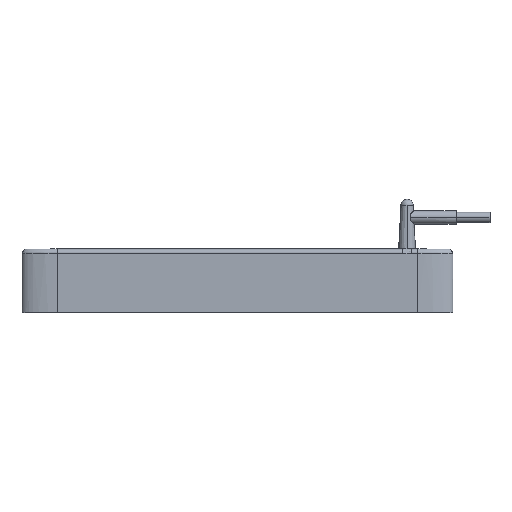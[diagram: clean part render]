
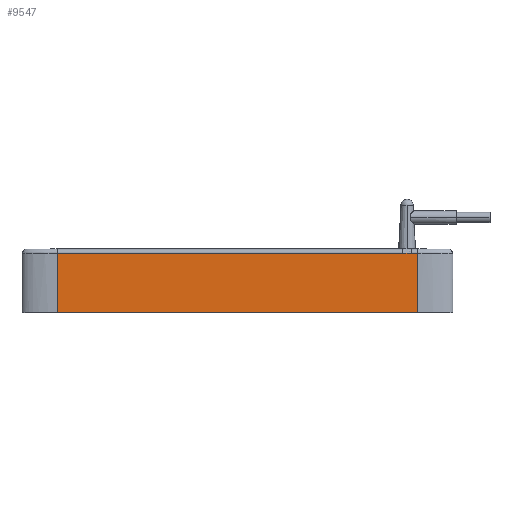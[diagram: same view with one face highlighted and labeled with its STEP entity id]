
A CAD part, top view. The second image highlights one B-rep face of the part: STEP entity #9547.
In plain terms, the highlighted planar face has unit normal (0, 0, 1).
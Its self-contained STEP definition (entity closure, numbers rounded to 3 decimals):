
#45 = CARTESIAN_POINT ( 'NONE',  ( 426.59, -59., 383.788 ) ) ;
#51 = EDGE_CURVE ( 'NONE', #1972, #9396, #5811, .T. ) ;
#54 = B_SPLINE_CURVE_WITH_KNOTS ( 'NONE', 3,
 ( #5149, #4939, #8109, #2700, #907, #138, #5819, #8223, #4150, #6500, #245, #8166, #4101 ),
 .UNSPECIFIED., .F., .F.,
 ( 4, 2, 2, 1, 2, 2, 4 ),
 ( 0., 0.005, 0.008, 0.011, 0.013, 0.016, 0.021 ),
 .UNSPECIFIED. ) ;
#138 = CARTESIAN_POINT ( 'NONE',  ( 402.634, 81.438, 383.788 ) ) ;
#245 = CARTESIAN_POINT ( 'NONE',  ( 393.813, 81.128, 383.788 ) ) ;
#512 = CARTESIAN_POINT ( 'NONE',  ( -426.59, -59., 383.788 ) ) ;
#563 = CARTESIAN_POINT ( 'NONE',  ( 426.59, -59., 383.788 ) ) ;
#610 = DIRECTION ( 'NONE',  ( 0., 1., 0. ) ) ;
#700 = ORIENTED_EDGE ( 'NONE', *, *, #7164, .T. ) ;
#770 = FACE_OUTER_BOUND ( 'NONE', #1679, .T. ) ;
#907 = CARTESIAN_POINT ( 'NONE',  ( 404.398, 81.36, 383.788 ) ) ;
#1189 = ORIENTED_EDGE ( 'NONE', *, *, #1315, .T. ) ;
#1201 = VECTOR ( 'NONE', #610, 1000. ) ;
#1315 = EDGE_CURVE ( 'NONE', #1972, #9597, #9379, .T. ) ;
#1580 = VECTOR ( 'NONE', #2036, 1000. ) ;
#1679 = EDGE_LOOP ( 'NONE', ( #700, #3050, #7806, #9015, #9025, #1189 ) ) ;
#1903 = DIRECTION ( 'NONE',  ( 0., 1., 0. ) ) ;
#1972 = VERTEX_POINT ( 'NONE', #512 ) ;
#2036 = DIRECTION ( 'NONE',  ( -1., 0., 0. ) ) ;
#2345 = DIRECTION ( 'NONE',  ( 1., 0., 0. ) ) ;
#2486 = VECTOR ( 'NONE', #2345, 1000. ) ;
#2575 = VECTOR ( 'NONE', #10021, 1000. ) ;
#2612 = PLANE ( 'NONE',  #9426 ) ;
#2700 = CARTESIAN_POINT ( 'NONE',  ( 405.28, 81.304, 383.788 ) ) ;
#3050 = ORIENTED_EDGE ( 'NONE', *, *, #6041, .T. ) ;
#3418 = CARTESIAN_POINT ( 'NONE',  ( -426.59, -59., 383.788 ) ) ;
#4011 = CARTESIAN_POINT ( 'NONE',  ( -426.59, -59., 383.788 ) ) ;
#4101 = CARTESIAN_POINT ( 'NONE',  ( 390.285, 81., 383.788 ) ) ;
#4150 = CARTESIAN_POINT ( 'NONE',  ( 397.342, 81.36, 383.788 ) ) ;
#4316 = CARTESIAN_POINT ( 'NONE',  ( 426.59, 81., 383.788 ) ) ;
#4939 = CARTESIAN_POINT ( 'NONE',  ( 409.69, 81., 383.788 ) ) ;
#5149 = CARTESIAN_POINT ( 'NONE',  ( 411.454, 81., 383.788 ) ) ;
#5504 = EDGE_CURVE ( 'NONE', #8197, #9648, #54, .T. ) ;
#5581 = DIRECTION ( 'NONE',  ( 1., 0., 0. ) ) ;
#5683 = CARTESIAN_POINT ( 'NONE',  ( 390.285, 81., 383.788 ) ) ;
#5811 = LINE ( 'NONE', #3418, #7984 ) ;
#5819 = CARTESIAN_POINT ( 'NONE',  ( 400.87, 81.483, 383.788 ) ) ;
#5899 = LINE ( 'NONE', #6935, #2575 ) ;
#6041 = EDGE_CURVE ( 'NONE', #10022, #8197, #5899, .T. ) ;
#6500 = CARTESIAN_POINT ( 'NONE',  ( 396.46, 81.304, 383.788 ) ) ;
#6877 = LINE ( 'NONE', #563, #1201 ) ;
#6935 = CARTESIAN_POINT ( 'NONE',  ( -426.59, 81., 383.788 ) ) ;
#7098 = EDGE_CURVE ( 'NONE', #9648, #9396, #9740, .T. ) ;
#7133 = DIRECTION ( 'NONE',  ( 0., 0., 1. ) ) ;
#7164 = EDGE_CURVE ( 'NONE', #9597, #10022, #6877, .T. ) ;
#7718 = CARTESIAN_POINT ( 'NONE',  ( -426.59, 81., 383.788 ) ) ;
#7806 = ORIENTED_EDGE ( 'NONE', *, *, #5504, .T. ) ;
#7819 = CARTESIAN_POINT ( 'NONE',  ( 411.454, 81., 383.788 ) ) ;
#7984 = VECTOR ( 'NONE', #1903, 1000. ) ;
#8109 = CARTESIAN_POINT ( 'NONE',  ( 407.926, 81.128, 383.788 ) ) ;
#8166 = CARTESIAN_POINT ( 'NONE',  ( 392.049, 81., 383.788 ) ) ;
#8197 = VERTEX_POINT ( 'NONE', #7819 ) ;
#8223 = CARTESIAN_POINT ( 'NONE',  ( 399.106, 81.438, 383.788 ) ) ;
#9015 = ORIENTED_EDGE ( 'NONE', *, *, #7098, .T. ) ;
#9025 = ORIENTED_EDGE ( 'NONE', *, *, #51, .F. ) ;
#9173 = CARTESIAN_POINT ( 'NONE',  ( -426.59, 81., 383.788 ) ) ;
#9379 = LINE ( 'NONE', #9524, #2486 ) ;
#9396 = VERTEX_POINT ( 'NONE', #7718 ) ;
#9426 = AXIS2_PLACEMENT_3D ( 'NONE', #4011, #7133, #5581 ) ;
#9524 = CARTESIAN_POINT ( 'NONE',  ( -426.59, -59., 383.788 ) ) ;
#9547 = ADVANCED_FACE ( 'NONE', ( #770 ), #2612, .T. ) ;
#9597 = VERTEX_POINT ( 'NONE', #45 ) ;
#9648 = VERTEX_POINT ( 'NONE', #5683 ) ;
#9740 = LINE ( 'NONE', #9173, #1580 ) ;
#10021 = DIRECTION ( 'NONE',  ( -1., 0., 0. ) ) ;
#10022 = VERTEX_POINT ( 'NONE', #4316 ) ;
